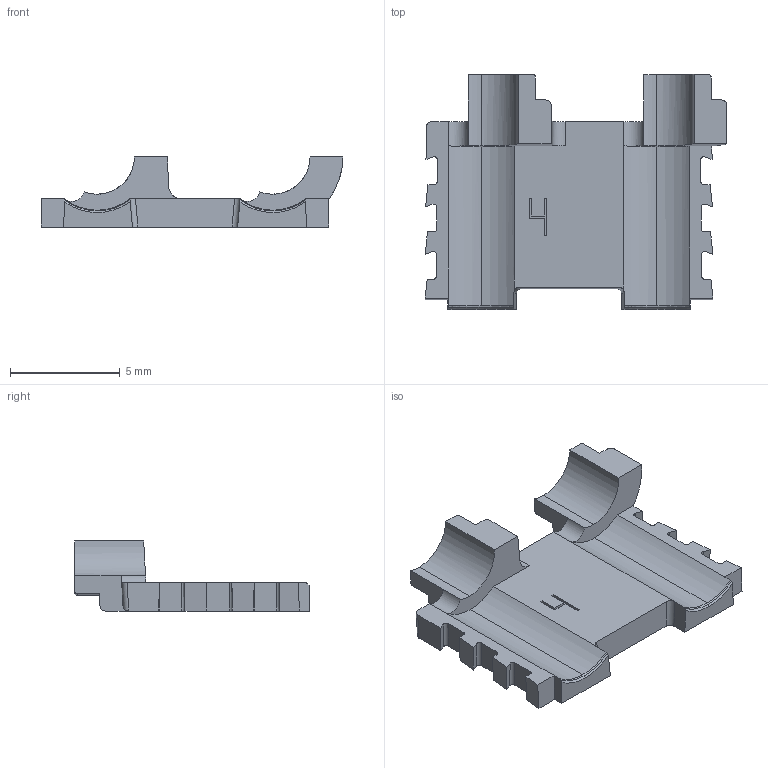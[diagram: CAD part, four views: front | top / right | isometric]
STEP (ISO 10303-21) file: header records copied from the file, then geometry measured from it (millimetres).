
FILE_DESCRIPTION (( 'STEP AP214' ), '1' );
FILE_NAME ('BuildUponsBridgeMetalV3R2.STEP', '2017-04-04T20:31:12', ( 'Jason' ), ( '' ), 'SwSTEP 2.0', 'SolidWorks 2013', '' );
FILE_SCHEMA (( 'AUTOMOTIVE_DESIGN' ));
Length unit declared in the file: inch
Products named in the file (1): BuildUponsBridgeMetalV3R2
Bounding box: 13.74 x 10.7 x 3.19 mm (x, y, z)
Volume: 142 mm3; surface area: 335.5 mm2
Topology: 1 solids, 1 shells, 116 faces, 332 edges, 219 vertices
Faces by surface type: plane 62, cylinder 24, cone 22, torus 4, bspline 4
Entity records: 4067 total; most frequent: CARTESIAN_POINT 1131, ORIENTED_EDGE 664, DIRECTION 544, EDGE_CURVE 332, VERTEX_POINT 219, LINE 208, VECTOR 208, AXIS2_PLACEMENT_3D 168
